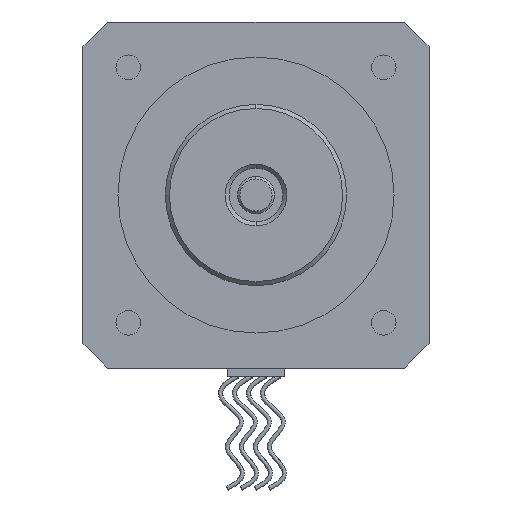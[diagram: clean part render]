
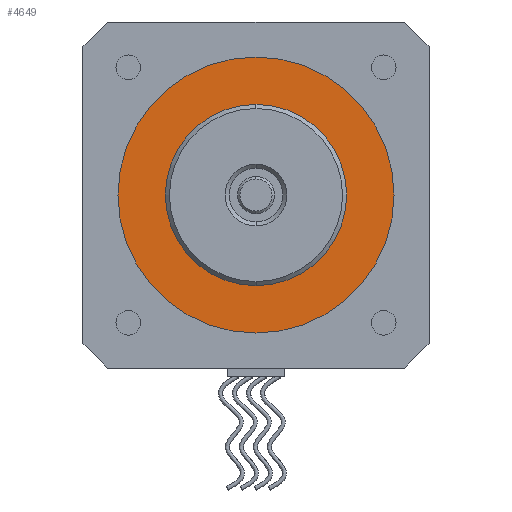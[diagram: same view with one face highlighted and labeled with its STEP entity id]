
A CAD part, left-side view. The second image highlights one B-rep face of the part: STEP entity #4649.
In plain terms, the highlighted planar face has unit normal (-1, 0, 0).
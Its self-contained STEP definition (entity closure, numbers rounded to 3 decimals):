
#591 = VERTEX_POINT ( 'NONE', #2255 ) ;
#1002 = CARTESIAN_POINT ( 'NONE',  ( -47.6, 0., 0. ) ) ;
#1203 = DIRECTION ( 'NONE',  ( -1., 0., 0. ) ) ;
#1331 = EDGE_CURVE ( 'NONE', #7418, #6883, #3126, .T. ) ;
#1553 = CARTESIAN_POINT ( 'NONE',  ( -47.6, 0., 0. ) ) ;
#1644 = DIRECTION ( 'NONE',  ( -1., 0., 0. ) ) ;
#1696 = FACE_OUTER_BOUND ( 'NONE', #7547, .T. ) ;
#1920 = AXIS2_PLACEMENT_3D ( 'NONE', #5852, #5181, #2024 ) ;
#2024 = DIRECTION ( 'NONE',  ( 0., 0., 1. ) ) ;
#2248 = DIRECTION ( 'NONE',  ( 0., 0., 1. ) ) ;
#2255 = CARTESIAN_POINT ( 'NONE',  ( -47.6, 0., -3.25 ) ) ;
#2272 = CARTESIAN_POINT ( 'NONE',  ( -47.6, 0., 16.75 ) ) ;
#2277 = AXIS2_PLACEMENT_3D ( 'NONE', #1002, #1203, #3732 ) ;
#2356 = PLANE ( 'NONE',  #2930 ) ;
#2471 = DIRECTION ( 'NONE',  ( 0., 0., 1. ) ) ;
#2930 = AXIS2_PLACEMENT_3D ( 'NONE', #4216, #1644, #3639 ) ;
#3126 = CIRCLE ( 'NONE', #5669, 16.75 ) ;
#3639 = DIRECTION ( 'NONE',  ( 0., 0., 1. ) ) ;
#3692 = CARTESIAN_POINT ( 'NONE',  ( -47.6, 0., 3.25 ) ) ;
#3732 = DIRECTION ( 'NONE',  ( 0., 0., 1. ) ) ;
#3817 = ORIENTED_EDGE ( 'NONE', *, *, #1331, .T. ) ;
#4216 = CARTESIAN_POINT ( 'NONE',  ( -47.6, 0., 0. ) ) ;
#4649 = ADVANCED_FACE ( 'NONE', ( #1696, #5439 ), #2356, .T. ) ;
#4751 = DIRECTION ( 'NONE',  ( 1., 0., 0. ) ) ;
#5181 = DIRECTION ( 'NONE',  ( 1., 0., 0. ) ) ;
#5205 = CIRCLE ( 'NONE', #6420, 3.25 ) ;
#5206 = EDGE_CURVE ( 'NONE', #6883, #7418, #8005, .T. ) ;
#5439 = FACE_BOUND ( 'NONE', #6740, .T. ) ;
#5563 = EDGE_CURVE ( 'NONE', #591, #6027, #5205, .T. ) ;
#5669 = AXIS2_PLACEMENT_3D ( 'NONE', #7474, #6224, #2471 ) ;
#5852 = CARTESIAN_POINT ( 'NONE',  ( -47.6, 0., 0. ) ) ;
#6027 = VERTEX_POINT ( 'NONE', #3692 ) ;
#6038 = ORIENTED_EDGE ( 'NONE', *, *, #7625, .T. ) ;
#6224 = DIRECTION ( 'NONE',  ( -1., 0., 0. ) ) ;
#6302 = ORIENTED_EDGE ( 'NONE', *, *, #5206, .T. ) ;
#6420 = AXIS2_PLACEMENT_3D ( 'NONE', #1553, #4751, #2248 ) ;
#6740 = EDGE_LOOP ( 'NONE', ( #6038, #7338 ) ) ;
#6883 = VERTEX_POINT ( 'NONE', #7881 ) ;
#7338 = ORIENTED_EDGE ( 'NONE', *, *, #5563, .T. ) ;
#7418 = VERTEX_POINT ( 'NONE', #2272 ) ;
#7474 = CARTESIAN_POINT ( 'NONE',  ( -47.6, 0., 0. ) ) ;
#7547 = EDGE_LOOP ( 'NONE', ( #3817, #6302 ) ) ;
#7625 = EDGE_CURVE ( 'NONE', #6027, #591, #8181, .T. ) ;
#7881 = CARTESIAN_POINT ( 'NONE',  ( -47.6, 0., -16.75 ) ) ;
#8005 = CIRCLE ( 'NONE', #2277, 16.75 ) ;
#8181 = CIRCLE ( 'NONE', #1920, 3.25 ) ;
